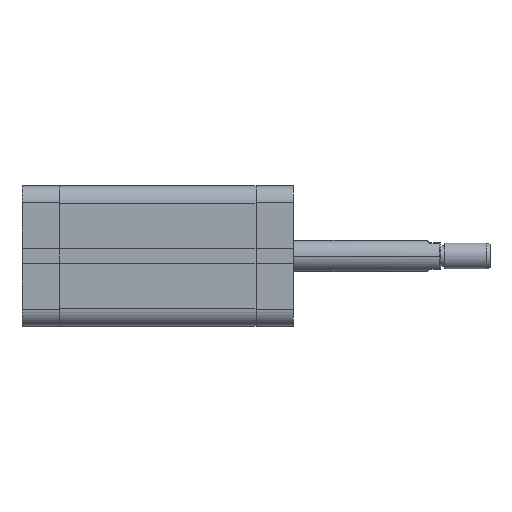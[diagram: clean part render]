
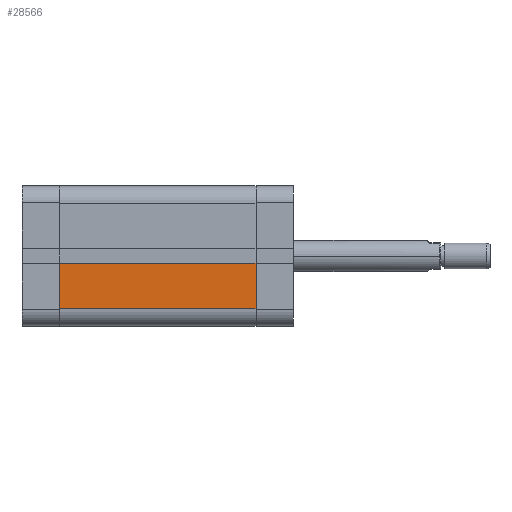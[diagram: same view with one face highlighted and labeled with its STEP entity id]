
A CAD part, front view. The second image highlights one B-rep face of the part: STEP entity #28566.
In plain terms, the highlighted planar face has unit normal (0, -1, 0).
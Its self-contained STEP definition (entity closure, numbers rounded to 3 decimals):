
#186 = LINE ( 'NONE', #32487, #4704 ) ;
#631 = VECTOR ( 'NONE', #17971, 1000. ) ;
#1111 = LINE ( 'NONE', #20660, #631 ) ;
#4113 = VECTOR ( 'NONE', #19930, 1000. ) ;
#4704 = VECTOR ( 'NONE', #24055, 1000. ) ;
#5059 = EDGE_CURVE ( 'NONE', #32628, #31911, #186, .T. ) ;
#5413 = VECTOR ( 'NONE', #14639, 1000. ) ;
#7866 = ORIENTED_EDGE ( 'NONE', *, *, #14812, .T. ) ;
#8984 = CARTESIAN_POINT ( 'NONE',  ( 76., -27.25, -20.45 ) ) ;
#9221 = ORIENTED_EDGE ( 'NONE', *, *, #33828, .T. ) ;
#9802 = CARTESIAN_POINT ( 'NONE',  ( 76.001, -27.25, -2.8 ) ) ;
#9991 = LINE ( 'NONE', #9802, #5413 ) ;
#11358 = VERTEX_POINT ( 'NONE', #22150 ) ;
#12423 = CARTESIAN_POINT ( 'NONE',  ( 76., -27.25, -2.8 ) ) ;
#12589 = FACE_OUTER_BOUND ( 'NONE', #33849, .T. ) ;
#12777 = DIRECTION ( 'NONE',  ( 0., 0., 1. ) ) ;
#14639 = DIRECTION ( 'NONE',  ( -1., 0., 0. ) ) ;
#14812 = EDGE_CURVE ( 'NONE', #32628, #27597, #9991, .T. ) ;
#17971 = DIRECTION ( 'NONE',  ( 0., 0., -1. ) ) ;
#19930 = DIRECTION ( 'NONE',  ( 1., 0., 0. ) ) ;
#20660 = CARTESIAN_POINT ( 'NONE',  ( 0., -27.25, -27.25 ) ) ;
#22150 = CARTESIAN_POINT ( 'NONE',  ( 0., -27.25, -20.45 ) ) ;
#22962 = CARTESIAN_POINT ( 'NONE',  ( 0., -27.25, -2.8 ) ) ;
#23382 = EDGE_CURVE ( 'NONE', #11358, #31911, #25332, .T. ) ;
#23552 = PLANE ( 'NONE',  #29474 ) ;
#24055 = DIRECTION ( 'NONE',  ( 0., 0., -1. ) ) ;
#25332 = LINE ( 'NONE', #8984, #4113 ) ;
#26743 = ORIENTED_EDGE ( 'NONE', *, *, #23382, .T. ) ;
#27597 = VERTEX_POINT ( 'NONE', #22962 ) ;
#27928 = CARTESIAN_POINT ( 'NONE',  ( 76., -27.25, -20.45 ) ) ;
#28272 = ORIENTED_EDGE ( 'NONE', *, *, #5059, .F. ) ;
#28566 = ADVANCED_FACE ( 'NONE', ( #12589 ), #23552, .F. ) ;
#29474 = AXIS2_PLACEMENT_3D ( 'NONE', #32347, #34514, #12777 ) ;
#31911 = VERTEX_POINT ( 'NONE', #27928 ) ;
#32347 = CARTESIAN_POINT ( 'NONE',  ( 76., -27.25, -27.25 ) ) ;
#32487 = CARTESIAN_POINT ( 'NONE',  ( 76., -27.25, -27.25 ) ) ;
#32628 = VERTEX_POINT ( 'NONE', #12423 ) ;
#33828 = EDGE_CURVE ( 'NONE', #27597, #11358, #1111, .T. ) ;
#33849 = EDGE_LOOP ( 'NONE', ( #7866, #9221, #26743, #28272 ) ) ;
#34514 = DIRECTION ( 'NONE',  ( 0., 1., 0. ) ) ;
